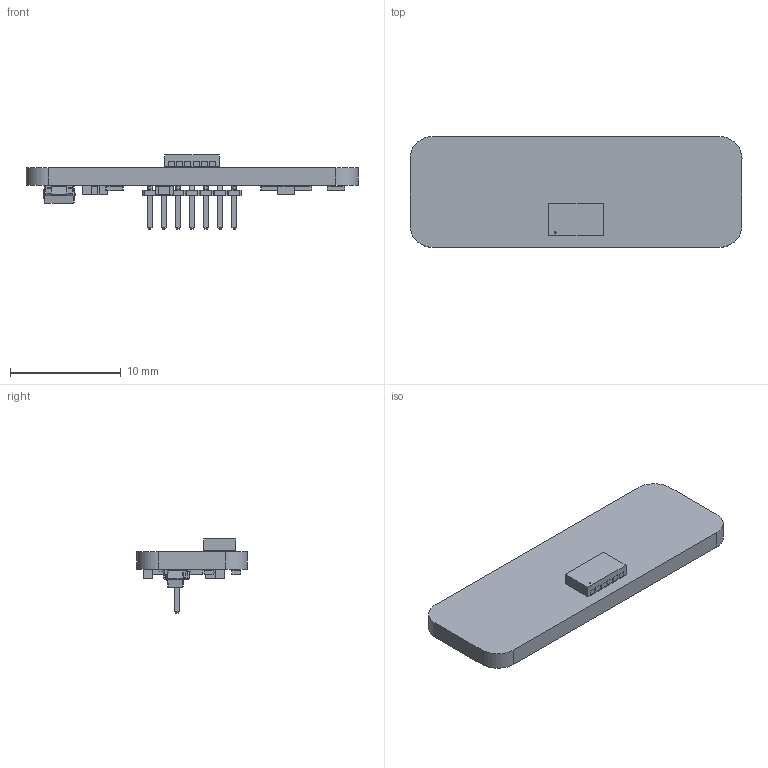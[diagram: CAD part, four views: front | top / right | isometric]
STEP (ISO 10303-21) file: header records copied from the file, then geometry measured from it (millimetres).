
FILE_DESCRIPTION(('KiCad electronic assembly'),'2;1');
FILE_NAME('VL6180ToF_5.step','2022-12-26T23:23:41',('Pcbnew'),('Kicad'), 'Open CASCADE STEP processor 7.6','KiCad to STEP converter','Unknown' );
FILE_SCHEMA(('AUTOMOTIVE_DESIGN { 1 0 10303 214 1 1 1 1 }'));
Length unit declared in the file: millimetre
Products named in the file (14): VL6180ToF_5 1; VL6180X_STM; COMPOUND; C_0603_1608Metric; SOLID; WSON-6_1.5x1.5mm_P0.5mm; R_0603_1608Metric; SOT-23-5; PinHeader_1x07_P1.27mm_Vertical_SMD_Pin1Right; VL6180ToF_5 PCB
Assembly tree (24 placements, depth 3):
  VL6180ToF_5 1
    VL6180X_STM
      COMPOUND
    C_0603_1608Metric  x5
      SOLID
    WSON-6_1.5x1.5mm_P0.5mm
      SOLID
    R_0603_1608Metric  x8
      SOLID
    SOT-23-5
      SOLID
    PinHeader_1x07_P1.27mm_Vertical_SMD_Pin1Right
      SOLID
    VL6180ToF_5 PCB
Bounding box: 30 x 10 x 6.7 mm (x, y, z)
Volume: 522 mm3; surface area: 988.3 mm2
Topology: 31 solids, 31 shells, 795 faces, 1989 edges, 1274 vertices
Faces by surface type: plane 609, cylinder 157, bspline 29
Full cylindrical faces by diameter (mm): 0.145 x1, 0.3 x1
Entity records: 34072 total; most frequent: CARTESIAN_POINT 5402, DIRECTION 4645, LINE 3375, VECTOR 3375, ORIENTED_EDGE 2450, PCURVE 2450, DEFINITIONAL_REPRESENTATION 2450, EDGE_CURVE 1225
